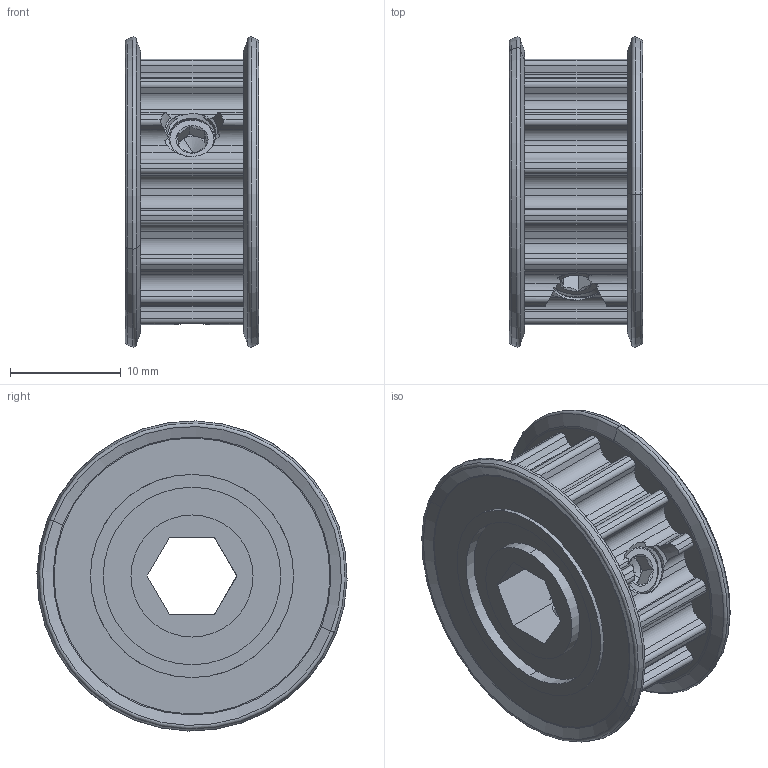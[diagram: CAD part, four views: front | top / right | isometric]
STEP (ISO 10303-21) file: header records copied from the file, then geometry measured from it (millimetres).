
FILE_DESCRIPTION (( 'STEP AP203' ), '1' );
FILE_NAME ('3417-4008-0016 assembly.STEP', '2022-02-21T17:00:58', ( '' ), ( '' ), 'SwSTEP 2.0', 'SolidWorks 2016', '' );
FILE_SCHEMA (( 'CONFIG_CONTROL_DESIGN' ));
Length unit declared in the file: millimetre
Products named in the file (4): 3417-4008-0016 assembly; 3417-4008-0016 body; 3417-4008-0016 ring; 2806-0005-0006_91390A118
Assembly tree (5 placements, depth 2):
  3417-4008-0016 assembly
    3417-4008-0016 body
    3417-4008-0016 ring  x2
    2806-0005-0006_91390A118  x2
Bounding box: 12 x 27.95 x 27.95 mm (x, y, z)
Volume: 4077.5 mm3; surface area: 4525.2 mm2
Topology: 5 solids, 5 shells, 429 faces, 1181 edges, 760 vertices
Faces by surface type: cylinder 231, plane 100, cone 54, bspline 28, torus 16
Entity records: 32469 total; most frequent: CARTESIAN_POINT 23260, ORIENTED_EDGE 2064, DIRECTION 1653, EDGE_CURVE 1032, VERTEX_POINT 677, AXIS2_PLACEMENT_3D 621, VECTOR 411, LINE 411
